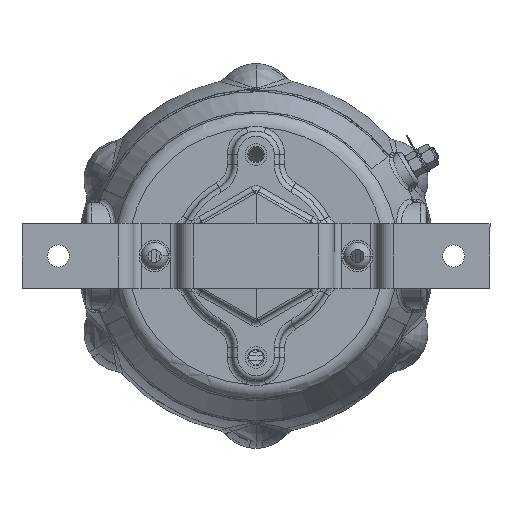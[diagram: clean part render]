
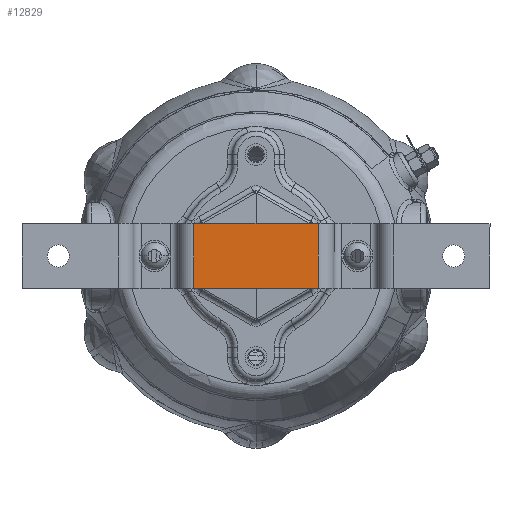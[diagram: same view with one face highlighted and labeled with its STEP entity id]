
A CAD part, front view. The second image highlights one B-rep face of the part: STEP entity #12829.
In plain terms, the highlighted planar face has unit normal (0, -1, 0).
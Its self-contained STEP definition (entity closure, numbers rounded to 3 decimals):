
#2219 = EDGE_CURVE ( 'NONE', #9836, #13595, #15884, .T. ) ;
#2677 = CARTESIAN_POINT ( 'NONE',  ( -24., -35., -12.5 ) ) ;
#4048 = AXIS2_PLACEMENT_3D ( 'NONE', #21614, #47181, #7061 ) ;
#4535 = VECTOR ( 'NONE', #5370, 1000. ) ;
#5370 = DIRECTION ( 'NONE',  ( 0., 0., 1. ) ) ;
#6485 = EDGE_CURVE ( 'NONE', #9836, #32362, #21365, .T. ) ;
#7061 = DIRECTION ( 'NONE',  ( 1., 0., 0. ) ) ;
#7172 = VECTOR ( 'NONE', #26552, 1000. ) ;
#9126 = CARTESIAN_POINT ( 'NONE',  ( 24., -35., 12.5 ) ) ;
#9836 = VERTEX_POINT ( 'NONE', #41981 ) ;
#9903 = DIRECTION ( 'NONE',  ( -1., 0., 0. ) ) ;
#11916 = CARTESIAN_POINT ( 'NONE',  ( -24., -35., -12.5 ) ) ;
#11956 = CARTESIAN_POINT ( 'NONE',  ( -24., -35., 12.5 ) ) ;
#12215 = DIRECTION ( 'NONE',  ( 0., 0., 1. ) ) ;
#12829 = ADVANCED_FACE ( 'NONE', ( #29526 ), #43282, .F. ) ;
#13067 = EDGE_CURVE ( 'NONE', #32362, #29951, #29012, .T. ) ;
#13595 = VERTEX_POINT ( 'NONE', #11916 ) ;
#15884 = LINE ( 'NONE', #2677, #27306 ) ;
#16449 = ORIENTED_EDGE ( 'NONE', *, *, #13067, .T. ) ;
#19355 = ORIENTED_EDGE ( 'NONE', *, *, #6485, .T. ) ;
#19742 = CARTESIAN_POINT ( 'NONE',  ( -24., -35., -12.5 ) ) ;
#20585 = ORIENTED_EDGE ( 'NONE', *, *, #2219, .F. ) ;
#21365 = LINE ( 'NONE', #33561, #44349 ) ;
#21614 = CARTESIAN_POINT ( 'NONE',  ( -24., -35., -12.5 ) ) ;
#26552 = DIRECTION ( 'NONE',  ( -1., 0., 0. ) ) ;
#27306 = VECTOR ( 'NONE', #9903, 1000. ) ;
#28490 = ORIENTED_EDGE ( 'NONE', *, *, #47497, .F. ) ;
#29001 = EDGE_LOOP ( 'NONE', ( #16449, #28490, #20585, #19355 ) ) ;
#29012 = LINE ( 'NONE', #11956, #7172 ) ;
#29526 = FACE_OUTER_BOUND ( 'NONE', #29001, .T. ) ;
#29951 = VERTEX_POINT ( 'NONE', #42729 ) ;
#31494 = LINE ( 'NONE', #19742, #4535 ) ;
#32362 = VERTEX_POINT ( 'NONE', #9126 ) ;
#33561 = CARTESIAN_POINT ( 'NONE',  ( 24., -35., -12.5 ) ) ;
#41981 = CARTESIAN_POINT ( 'NONE',  ( 24., -35., -12.5 ) ) ;
#42729 = CARTESIAN_POINT ( 'NONE',  ( -24., -35., 12.5 ) ) ;
#43282 = PLANE ( 'NONE',  #4048 ) ;
#44349 = VECTOR ( 'NONE', #12215, 1000. ) ;
#47181 = DIRECTION ( 'NONE',  ( 0., 1., 0. ) ) ;
#47497 = EDGE_CURVE ( 'NONE', #13595, #29951, #31494, .T. ) ;
